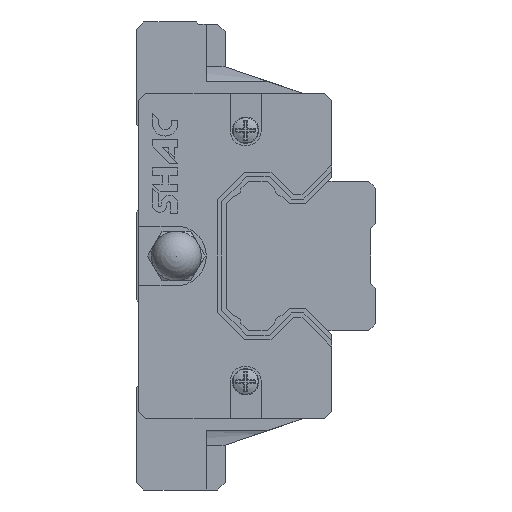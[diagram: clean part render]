
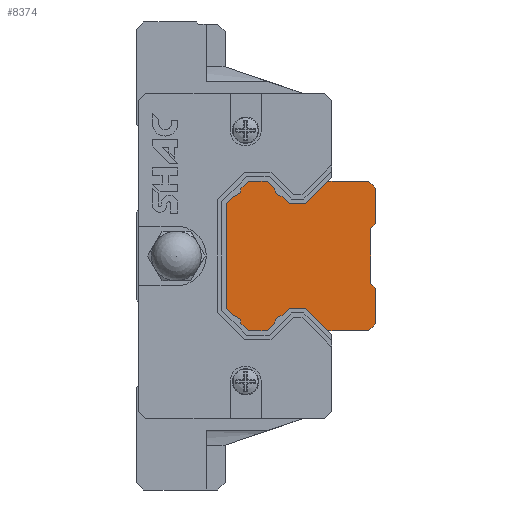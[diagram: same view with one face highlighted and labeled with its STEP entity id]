
A CAD part, left-side view. The second image highlights one B-rep face of the part: STEP entity #8374.
In plain terms, the highlighted planar face has unit normal (-1, 0, 0).
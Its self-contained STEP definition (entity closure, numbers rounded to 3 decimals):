
#198=CIRCLE('',#8928,0.73);
#199=CIRCLE('',#8929,0.73);
#200=CIRCLE('',#8930,0.73);
#201=CIRCLE('',#8931,0.73);
#395=ORIENTED_EDGE('',*,*,#2827,.T.);
#396=ORIENTED_EDGE('',*,*,#2796,.F.);
#397=ORIENTED_EDGE('',*,*,#2828,.F.);
#398=ORIENTED_EDGE('',*,*,#2829,.F.);
#399=ORIENTED_EDGE('',*,*,#2830,.F.);
#400=ORIENTED_EDGE('',*,*,#2831,.F.);
#401=ORIENTED_EDGE('',*,*,#2832,.F.);
#402=ORIENTED_EDGE('',*,*,#2833,.T.);
#403=ORIENTED_EDGE('',*,*,#2834,.F.);
#404=ORIENTED_EDGE('',*,*,#2835,.F.);
#405=ORIENTED_EDGE('',*,*,#2836,.F.);
#406=ORIENTED_EDGE('',*,*,#2837,.T.);
#407=ORIENTED_EDGE('',*,*,#2838,.F.);
#408=ORIENTED_EDGE('',*,*,#2839,.F.);
#409=ORIENTED_EDGE('',*,*,#2840,.F.);
#410=ORIENTED_EDGE('',*,*,#2841,.T.);
#411=ORIENTED_EDGE('',*,*,#2842,.F.);
#412=ORIENTED_EDGE('',*,*,#2843,.F.);
#413=ORIENTED_EDGE('',*,*,#2844,.F.);
#414=ORIENTED_EDGE('',*,*,#2845,.T.);
#415=ORIENTED_EDGE('',*,*,#2846,.F.);
#416=ORIENTED_EDGE('',*,*,#2847,.F.);
#417=ORIENTED_EDGE('',*,*,#2848,.F.);
#418=ORIENTED_EDGE('',*,*,#2849,.F.);
#419=ORIENTED_EDGE('',*,*,#2850,.F.);
#420=ORIENTED_EDGE('',*,*,#2798,.F.);
#421=ORIENTED_EDGE('',*,*,#2851,.T.);
#422=ORIENTED_EDGE('',*,*,#2852,.T.);
#2796=EDGE_CURVE('',#4013,#4011,#4840,.T.);
#2798=EDGE_CURVE('',#4015,#4016,#4842,.T.);
#2827=EDGE_CURVE('',#4042,#4011,#4867,.T.);
#2828=EDGE_CURVE('',#4043,#4013,#4868,.T.);
#2829=EDGE_CURVE('',#4044,#4043,#4869,.T.);
#2830=EDGE_CURVE('',#4045,#4044,#4870,.T.);
#2831=EDGE_CURVE('',#4046,#4045,#4871,.T.);
#2832=EDGE_CURVE('',#4047,#4046,#4872,.T.);
#2833=EDGE_CURVE('',#4047,#4048,#198,.T.);
#2834=EDGE_CURVE('',#4049,#4048,#4873,.T.);
#2835=EDGE_CURVE('',#4050,#4049,#4874,.T.);
#2836=EDGE_CURVE('',#4051,#4050,#4875,.T.);
#2837=EDGE_CURVE('',#4051,#4052,#199,.T.);
#2838=EDGE_CURVE('',#4053,#4052,#4876,.T.);
#2839=EDGE_CURVE('',#4054,#4053,#4877,.T.);
#2840=EDGE_CURVE('',#4055,#4054,#4878,.T.);
#2841=EDGE_CURVE('',#4055,#4056,#200,.T.);
#2842=EDGE_CURVE('',#4057,#4056,#4879,.T.);
#2843=EDGE_CURVE('',#4058,#4057,#4880,.T.);
#2844=EDGE_CURVE('',#4059,#4058,#4881,.T.);
#2845=EDGE_CURVE('',#4059,#4060,#201,.T.);
#2846=EDGE_CURVE('',#4061,#4060,#4882,.T.);
#2847=EDGE_CURVE('',#4062,#4061,#4883,.T.);
#2848=EDGE_CURVE('',#4063,#4062,#4884,.T.);
#2849=EDGE_CURVE('',#4064,#4063,#4885,.T.);
#2850=EDGE_CURVE('',#4016,#4064,#4886,.T.);
#2851=EDGE_CURVE('',#4015,#4065,#4887,.T.);
#2852=EDGE_CURVE('',#4065,#4042,#4888,.T.);
#4011=VERTEX_POINT('',#11925);
#4013=VERTEX_POINT('',#11929);
#4015=VERTEX_POINT('',#11934);
#4016=VERTEX_POINT('',#11936);
#4042=VERTEX_POINT('',#11993);
#4043=VERTEX_POINT('',#11995);
#4044=VERTEX_POINT('',#11997);
#4045=VERTEX_POINT('',#11999);
#4046=VERTEX_POINT('',#12001);
#4047=VERTEX_POINT('',#12003);
#4048=VERTEX_POINT('',#12005);
#4049=VERTEX_POINT('',#12007);
#4050=VERTEX_POINT('',#12009);
#4051=VERTEX_POINT('',#12011);
#4052=VERTEX_POINT('',#12013);
#4053=VERTEX_POINT('',#12015);
#4054=VERTEX_POINT('',#12017);
#4055=VERTEX_POINT('',#12019);
#4056=VERTEX_POINT('',#12021);
#4057=VERTEX_POINT('',#12023);
#4058=VERTEX_POINT('',#12025);
#4059=VERTEX_POINT('',#12027);
#4060=VERTEX_POINT('',#12029);
#4061=VERTEX_POINT('',#12031);
#4062=VERTEX_POINT('',#12033);
#4063=VERTEX_POINT('',#12035);
#4064=VERTEX_POINT('',#12037);
#4065=VERTEX_POINT('',#12040);
#4840=LINE('',#11930,#5868);
#4842=LINE('',#11935,#5870);
#4867=LINE('',#11992,#5895);
#4868=LINE('',#11994,#5896);
#4869=LINE('',#11996,#5897);
#4870=LINE('',#11998,#5898);
#4871=LINE('',#12000,#5899);
#4872=LINE('',#12002,#5900);
#4873=LINE('',#12006,#5901);
#4874=LINE('',#12008,#5902);
#4875=LINE('',#12010,#5903);
#4876=LINE('',#12014,#5904);
#4877=LINE('',#12016,#5905);
#4878=LINE('',#12018,#5906);
#4879=LINE('',#12022,#5907);
#4880=LINE('',#12024,#5908);
#4881=LINE('',#12026,#5909);
#4882=LINE('',#12030,#5910);
#4883=LINE('',#12032,#5911);
#4884=LINE('',#12034,#5912);
#4885=LINE('',#12036,#5913);
#4886=LINE('',#12038,#5914);
#4887=LINE('',#12039,#5915);
#4888=LINE('',#12041,#5916);
#5868=VECTOR('',#9584,1000.);
#5870=VECTOR('',#9588,1000.);
#5895=VECTOR('',#9625,1000.);
#5896=VECTOR('',#9626,1000.);
#5897=VECTOR('',#9627,1000.);
#5898=VECTOR('',#9628,1000.);
#5899=VECTOR('',#9629,1000.);
#5900=VECTOR('',#9630,1000.);
#5901=VECTOR('',#9633,1000.);
#5902=VECTOR('',#9634,1000.);
#5903=VECTOR('',#9635,1000.);
#5904=VECTOR('',#9638,1000.);
#5905=VECTOR('',#9639,1000.);
#5906=VECTOR('',#9640,1000.);
#5907=VECTOR('',#9643,1000.);
#5908=VECTOR('',#9644,1000.);
#5909=VECTOR('',#9645,1000.);
#5910=VECTOR('',#9648,1000.);
#5911=VECTOR('',#9649,1000.);
#5912=VECTOR('',#9650,1000.);
#5913=VECTOR('',#9651,1000.);
#5914=VECTOR('',#9652,1000.);
#5915=VECTOR('',#9653,1000.);
#5916=VECTOR('',#9654,1000.);
#6896=EDGE_LOOP('',(#395,#396,#397,#398,#399,#400,#401,#402,#403,#404,#405,
#406,#407,#408,#409,#410,#411,#412,#413,#414,#415,#416,#417,#418,#419,#420,
#421,#422));
#7446=FACE_BOUND('',#6896,.T.);
#7996=PLANE('',#8927);
#8374=ADVANCED_FACE('',(#7446),#7996,.F.);
#8927=AXIS2_PLACEMENT_3D('',#11991,#9623,#9624);
#8928=AXIS2_PLACEMENT_3D('',#12004,#9631,#9632);
#8929=AXIS2_PLACEMENT_3D('',#12012,#9636,#9637);
#8930=AXIS2_PLACEMENT_3D('',#12020,#9641,#9642);
#8931=AXIS2_PLACEMENT_3D('',#12028,#9646,#9647);
#9584=DIRECTION('',(0.,0.,-1.));
#9588=DIRECTION('',(0.,0.,-1.));
#9623=DIRECTION('',(1.,0.,0.));
#9624=DIRECTION('',(0.,0.,-1.));
#9625=DIRECTION('',(0.,-0.707,0.707));
#9626=DIRECTION('',(0.,-0.707,-0.707));
#9627=DIRECTION('',(0.,-1.,0.));
#9628=DIRECTION('',(0.,-0.707,0.707));
#9629=DIRECTION('',(0.,-1.,0.));
#9630=DIRECTION('',(0.,-0.707,-0.707));
#9631=DIRECTION('',(1.,0.,0.));
#9632=DIRECTION('',(0.,0.,-1.));
#9633=DIRECTION('',(0.,-0.707,-0.707));
#9634=DIRECTION('',(0.,-1.,0.));
#9635=DIRECTION('',(0.,-0.707,0.707));
#9636=DIRECTION('',(1.,0.,0.));
#9637=DIRECTION('',(0.,0.,-1.));
#9638=DIRECTION('',(0.,-0.707,0.707));
#9639=DIRECTION('',(0.,0.,1.));
#9640=DIRECTION('',(0.,0.707,0.707));
#9641=DIRECTION('',(1.,0.,0.));
#9642=DIRECTION('',(0.,0.,-1.));
#9643=DIRECTION('',(0.,0.707,0.707));
#9644=DIRECTION('',(0.,1.,0.));
#9645=DIRECTION('',(0.,0.707,-0.707));
#9646=DIRECTION('',(1.,0.,0.));
#9647=DIRECTION('',(0.,0.,-1.));
#9648=DIRECTION('',(0.,0.707,-0.707));
#9649=DIRECTION('',(0.,1.,0.));
#9650=DIRECTION('',(0.,0.707,0.707));
#9651=DIRECTION('',(0.,1.,0.));
#9652=DIRECTION('',(0.,0.707,-0.707));
#9653=DIRECTION('',(0.,0.707,0.707));
#9654=DIRECTION('',(0.,0.,1.));
#11925=CARTESIAN_POINT('',(-50.,0.,3.25));
#11929=CARTESIAN_POINT('',(-50.,0.,6.8));
#11930=CARTESIAN_POINT('',(-50.,0.,6.8));
#11934=CARTESIAN_POINT('',(-50.,0.,-3.25));
#11935=CARTESIAN_POINT('',(-50.,0.,6.8));
#11936=CARTESIAN_POINT('',(-50.,0.,-6.8));
#11991=CARTESIAN_POINT('',(-50.,9.394,6.746));
#11992=CARTESIAN_POINT('',(-50.,0.5,2.75));
#11993=CARTESIAN_POINT('',(-50.,0.5,2.75));
#11994=CARTESIAN_POINT('',(-50.,0.7,7.5));
#11995=CARTESIAN_POINT('',(-50.,0.7,7.5));
#11996=CARTESIAN_POINT('',(-50.,4.775,7.5));
#11997=CARTESIAN_POINT('',(-50.,4.775,7.5));
#11998=CARTESIAN_POINT('',(-50.,7.001,5.274));
#11999=CARTESIAN_POINT('',(-50.,7.001,5.274));
#12000=CARTESIAN_POINT('',(-50.,8.64,5.274));
#12001=CARTESIAN_POINT('',(-50.,8.64,5.274));
#12002=CARTESIAN_POINT('',(-50.,9.382,6.016));
#12003=CARTESIAN_POINT('',(-50.,9.382,6.016));
#12004=CARTESIAN_POINT('',(-50.,9.394,6.746));
#12005=CARTESIAN_POINT('',(-50.,10.124,6.758));
#12006=CARTESIAN_POINT('',(-50.,10.866,7.5));
#12007=CARTESIAN_POINT('',(-50.,10.866,7.5));
#12008=CARTESIAN_POINT('',(-50.,12.774,7.5));
#12009=CARTESIAN_POINT('',(-50.,12.774,7.5));
#12010=CARTESIAN_POINT('',(-50.,13.516,6.758));
#12011=CARTESIAN_POINT('',(-50.,13.516,6.758));
#12012=CARTESIAN_POINT('',(-50.,14.246,6.746));
#12013=CARTESIAN_POINT('',(-50.,14.258,6.016));
#12014=CARTESIAN_POINT('',(-50.,15.,5.274));
#12015=CARTESIAN_POINT('',(-50.,15.,5.274));
#12016=CARTESIAN_POINT('',(-50.,15.,-5.274));
#12017=CARTESIAN_POINT('',(-50.,15.,-5.274));
#12018=CARTESIAN_POINT('',(-50.,14.258,-6.016));
#12019=CARTESIAN_POINT('',(-50.,14.258,-6.016));
#12020=CARTESIAN_POINT('',(-50.,14.246,-6.746));
#12021=CARTESIAN_POINT('',(-50.,13.516,-6.758));
#12022=CARTESIAN_POINT('',(-50.,12.774,-7.5));
#12023=CARTESIAN_POINT('',(-50.,12.774,-7.5));
#12024=CARTESIAN_POINT('',(-50.,10.866,-7.5));
#12025=CARTESIAN_POINT('',(-50.,10.866,-7.5));
#12026=CARTESIAN_POINT('',(-50.,10.124,-6.758));
#12027=CARTESIAN_POINT('',(-50.,10.124,-6.758));
#12028=CARTESIAN_POINT('',(-50.,9.394,-6.746));
#12029=CARTESIAN_POINT('',(-50.,9.382,-6.016));
#12030=CARTESIAN_POINT('',(-50.,8.64,-5.274));
#12031=CARTESIAN_POINT('',(-50.,8.64,-5.274));
#12032=CARTESIAN_POINT('',(-50.,7.001,-5.274));
#12033=CARTESIAN_POINT('',(-50.,7.001,-5.274));
#12034=CARTESIAN_POINT('',(-50.,4.775,-7.5));
#12035=CARTESIAN_POINT('',(-50.,4.775,-7.5));
#12036=CARTESIAN_POINT('',(-50.,0.7,-7.5));
#12037=CARTESIAN_POINT('',(-50.,0.7,-7.5));
#12038=CARTESIAN_POINT('',(-50.,0.,-6.8));
#12039=CARTESIAN_POINT('',(-50.,0.,-3.25));
#12040=CARTESIAN_POINT('',(-50.,0.5,-2.75));
#12041=CARTESIAN_POINT('',(-50.,0.5,-2.75));
